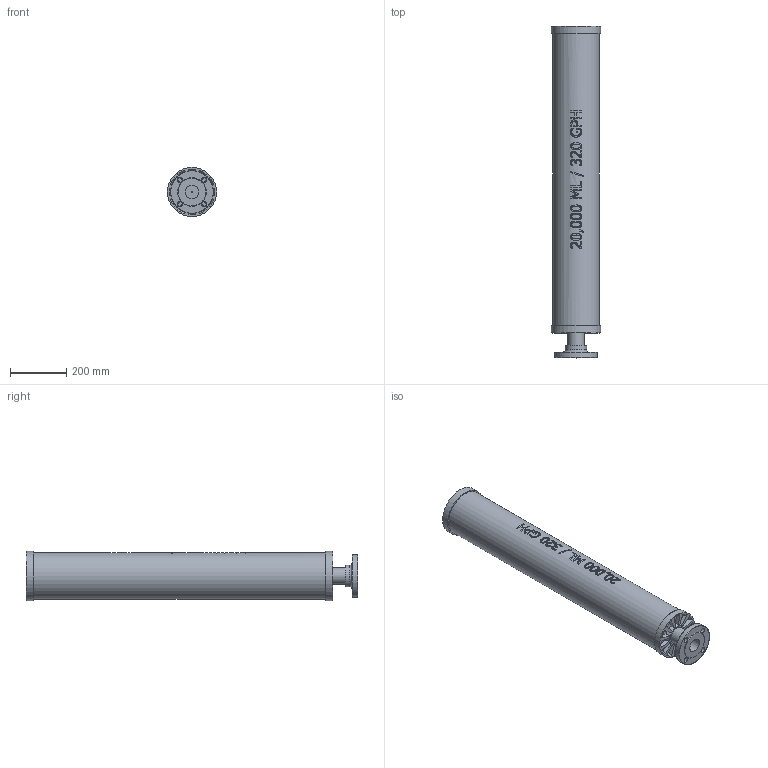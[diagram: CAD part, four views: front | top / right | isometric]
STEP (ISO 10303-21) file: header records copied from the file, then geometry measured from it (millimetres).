
FILE_DESCRIPTION((''),'2;1');
FILE_NAME('PV#3-20000-F_R0.iam.stp','2016-10-13T14:10:00',(''),(''),'Autodesk Inventor 2009','Autodesk Inventor 2009','');
FILE_SCHEMA(('AUTOMOTIVE_DESIGN { 1 0 10303 214 1 1 1 1 }'));
Length unit declared in the file: inch
Products named in the file (4): PV#3-20000-F_R0; SA-20FLG-PVC_R0; PV-20000-TUBE_R0; PV-DC-10000
Assembly tree (3 placements, depth 2):
  PV#3-20000-F_R0
    SA-20FLG-PVC_R0
    PV-20000-TUBE_R0
    PV-DC-10000
Bounding box: 175.41 x 1181.1 x 175.41 mm (x, y, z)
Volume: 2665454 mm3; surface area: 1343662.6 mm2
Topology: 3 solids, 3 shells, 334 faces, 845 edges, 556 vertices
Faces by surface type: bspline 195, plane 98, cylinder 28, cone 13
Full cylindrical faces by diameter (mm): 19.05 x2, 159.766 x1, 160.528 x1, 165.1 x1, 165.862 x1, 175.412 x1
Entity records: 72650 total; most frequent: CARTESIAN_POINT 65915, ORIENTED_EDGE 1620, DIRECTION 847, EDGE_CURVE 810, VERTEX_POINT 549, EDGE_LOOP 415, FACE_OUTER_BOUND 334, ADVANCED_FACE 334
